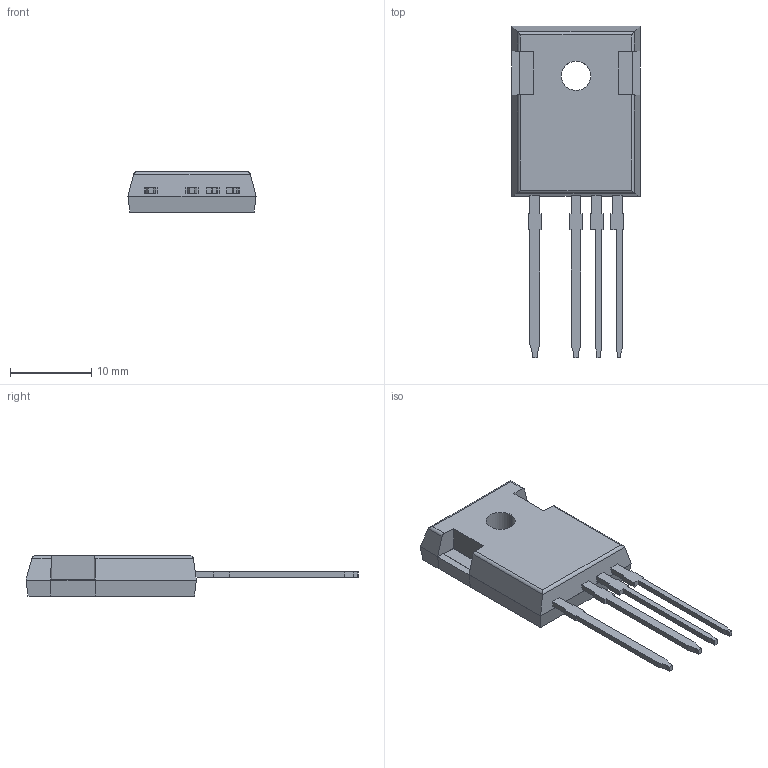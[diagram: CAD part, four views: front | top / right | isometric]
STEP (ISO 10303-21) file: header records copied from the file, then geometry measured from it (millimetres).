
FILE_DESCRIPTION (( 'STEP AP214' ), '1' );
FILE_NAME ('5E993F1D-5DF9-4166-B8E4-6BCCA2C95B20.STEP', '2025-09-23T08:21:23', ( '' ), ( '' ), 'SwSTEP 2.0', 'SolidWorks 2022', '' );
FILE_SCHEMA (( 'AUTOMOTIVE_DESIGN' ));
Length unit declared in the file: millimetre
Products named in the file (1): 5E993F1D-5DF9-4166-B8E4-6BCCA2C95B20
Bounding box: 15.8 x 40.92 x 5 mm (x, y, z)
Volume: 1492 mm3; surface area: 1918.1 mm2
Topology: 4 solids, 4 shells, 138 faces, 366 edges, 242 vertices
Faces by surface type: plane 126, cylinder 12
Entity records: 5308 total; most frequent: CARTESIAN_POINT 777, ORIENTED_EDGE 732, DIRECTION 646, EDGE_CURVE 366, VECTOR 344, LINE 344, VERTEX_POINT 242, AXIS2_PLACEMENT_3D 151
